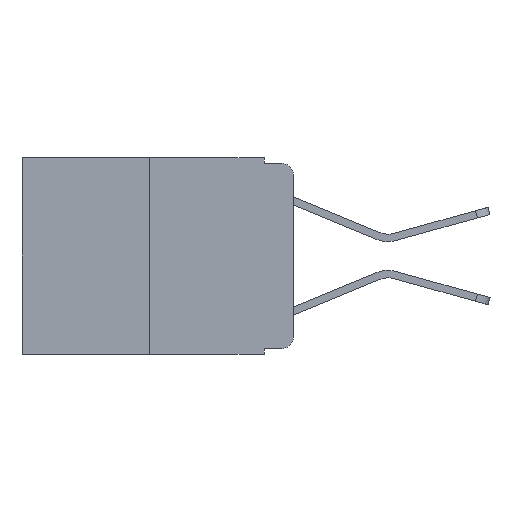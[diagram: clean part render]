
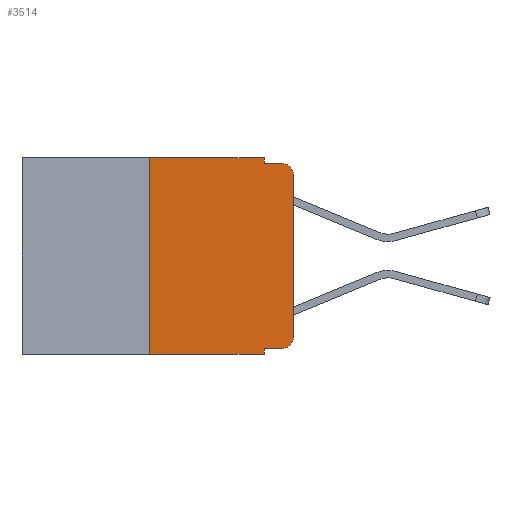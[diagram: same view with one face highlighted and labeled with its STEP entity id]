
A CAD part, left-side view. The second image highlights one B-rep face of the part: STEP entity #3514.
In plain terms, the highlighted planar face has unit normal (-1, 0, 0).
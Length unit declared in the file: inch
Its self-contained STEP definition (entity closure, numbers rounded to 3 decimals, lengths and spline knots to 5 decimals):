
#94 = CARTESIAN_POINT ( 'NONE',  ( 0., 0.051, 0. ) ) ;
#709 = CARTESIAN_POINT ( 'NONE',  ( 0., 0.051, -0.01 ) ) ;
#783 = EDGE_CURVE ( 'NONE', #13125, #8441, #3833, .T. ) ;
#915 = DIRECTION ( 'NONE',  ( 0., -1., 0. ) ) ;
#1108 = AXIS2_PLACEMENT_3D ( 'NONE', #4859, #6053, #4749 ) ;
#1135 = CARTESIAN_POINT ( 'NONE',  ( 0., 0.473, -0.343 ) ) ;
#1494 = DIRECTION ( 'NONE',  ( 0., 0., -1. ) ) ;
#1497 = EDGE_CURVE ( 'NONE', #11498, #13797, #10302, .T. ) ;
#1892 = CARTESIAN_POINT ( 'NONE',  ( 0., 0.051, -0.01 ) ) ;
#2558 = ORIENTED_EDGE ( 'NONE', *, *, #3057, .T. ) ;
#2661 = CARTESIAN_POINT ( 'NONE',  ( 0., 0.02, -0.01 ) ) ;
#3057 = EDGE_CURVE ( 'NONE', #16349, #11498, #12290, .T. ) ;
#3158 = CARTESIAN_POINT ( 'NONE',  ( 0., 0.25, 0. ) ) ;
#3475 = EDGE_CURVE ( 'NONE', #8196, #15861, #7864, .T. ) ;
#3514 = ADVANCED_FACE ( 'NONE', ( #4103 ), #8532, .F. ) ;
#3643 = LINE ( 'NONE', #12375, #7195 ) ;
#3833 = LINE ( 'NONE', #14997, #11568 ) ;
#3858 = VECTOR ( 'NONE', #4871, 39.37008 ) ;
#4103 = FACE_OUTER_BOUND ( 'NONE', #13622, .T. ) ;
#4118 = LINE ( 'NONE', #1892, #10231 ) ;
#4443 = EDGE_CURVE ( 'NONE', #13797, #5762, #8841, .T. ) ;
#4749 = DIRECTION ( 'NONE',  ( 0., 0., -1. ) ) ;
#4859 = CARTESIAN_POINT ( 'NONE',  ( 0., 0.473, 0. ) ) ;
#4871 = DIRECTION ( 'NONE',  ( 0., -1., 0. ) ) ;
#4931 = CARTESIAN_POINT ( 'NONE',  ( 0., 0.051, -0.333 ) ) ;
#5129 = CARTESIAN_POINT ( 'NONE',  ( 0., 0.051, -0.343 ) ) ;
#5409 = CARTESIAN_POINT ( 'NONE',  ( 0., 0.25, 0. ) ) ;
#5450 = ORIENTED_EDGE ( 'NONE', *, *, #12231, .T. ) ;
#5762 = VERTEX_POINT ( 'NONE', #2661 ) ;
#5778 = AXIS2_PLACEMENT_3D ( 'NONE', #16220, #6024, #6234 ) ;
#6024 = DIRECTION ( 'NONE',  ( -1., 0., 0. ) ) ;
#6053 = DIRECTION ( 'NONE',  ( 1., 0., 0. ) ) ;
#6234 = DIRECTION ( 'NONE',  ( 0., 0., -1. ) ) ;
#6240 = CARTESIAN_POINT ( 'NONE',  ( 0., 0.051, -0.333 ) ) ;
#6943 = CARTESIAN_POINT ( 'NONE',  ( 0., 0.051, 0. ) ) ;
#6963 = ORIENTED_EDGE ( 'NONE', *, *, #3475, .F. ) ;
#7195 = VECTOR ( 'NONE', #915, 39.37008 ) ;
#7336 = ORIENTED_EDGE ( 'NONE', *, *, #783, .F. ) ;
#7557 = CARTESIAN_POINT ( 'NONE',  ( 0., 0.25, -0.343 ) ) ;
#7656 = VECTOR ( 'NONE', #12162, 39.37008 ) ;
#7702 = DIRECTION ( 'NONE',  ( 0., 0., -1. ) ) ;
#7763 = DIRECTION ( 'NONE',  ( -1., 0., 0. ) ) ;
#7799 = LINE ( 'NONE', #1135, #3858 ) ;
#7864 = LINE ( 'NONE', #3158, #7656 ) ;
#8067 = ORIENTED_EDGE ( 'NONE', *, *, #8088, .F. ) ;
#8088 = EDGE_CURVE ( 'NONE', #15861, #13125, #3643, .T. ) ;
#8196 = VERTEX_POINT ( 'NONE', #7557 ) ;
#8441 = VERTEX_POINT ( 'NONE', #709 ) ;
#8532 = PLANE ( 'NONE',  #1108 ) ;
#8841 = CIRCLE ( 'NONE', #5778, 0.02 ) ;
#8845 = CARTESIAN_POINT ( 'NONE',  ( 0., 0.02, -0.333 ) ) ;
#8850 = VECTOR ( 'NONE', #9988, 39.37008 ) ;
#9083 = ORIENTED_EDGE ( 'NONE', *, *, #1497, .T. ) ;
#9092 = CARTESIAN_POINT ( 'NONE',  ( 0., 0.02, -0.313 ) ) ;
#9988 = DIRECTION ( 'NONE',  ( 0., -1., 0. ) ) ;
#10231 = VECTOR ( 'NONE', #15745, 39.37008 ) ;
#10270 = CARTESIAN_POINT ( 'NONE',  ( 0., 0., 0. ) ) ;
#10273 = LINE ( 'NONE', #94, #13686 ) ;
#10302 = LINE ( 'NONE', #10270, #14928 ) ;
#10779 = CARTESIAN_POINT ( 'NONE',  ( 0., 0., -0.03 ) ) ;
#10817 = EDGE_CURVE ( 'NONE', #11215, #15819, #10273, .T. ) ;
#11147 = DIRECTION ( 'NONE',  ( 0., 0., -1. ) ) ;
#11215 = VERTEX_POINT ( 'NONE', #6240 ) ;
#11498 = VERTEX_POINT ( 'NONE', #14155 ) ;
#11568 = VECTOR ( 'NONE', #11147, 39.37008 ) ;
#11819 = AXIS2_PLACEMENT_3D ( 'NONE', #9092, #7763, #7702 ) ;
#11830 = ORIENTED_EDGE ( 'NONE', *, *, #4443, .T. ) ;
#12162 = DIRECTION ( 'NONE',  ( 0., 0., 1. ) ) ;
#12231 = EDGE_CURVE ( 'NONE', #11215, #16349, #12262, .T. ) ;
#12262 = LINE ( 'NONE', #4931, #8850 ) ;
#12290 = CIRCLE ( 'NONE', #11819, 0.02 ) ;
#12375 = CARTESIAN_POINT ( 'NONE',  ( 0., 0.473, 0. ) ) ;
#12890 = DIRECTION ( 'NONE',  ( 0., 0., 1. ) ) ;
#12997 = ORIENTED_EDGE ( 'NONE', *, *, #13179, .F. ) ;
#13109 = ORIENTED_EDGE ( 'NONE', *, *, #15572, .T. ) ;
#13125 = VERTEX_POINT ( 'NONE', #6943 ) ;
#13179 = EDGE_CURVE ( 'NONE', #8441, #5762, #4118, .T. ) ;
#13622 = EDGE_LOOP ( 'NONE', ( #9083, #11830, #12997, #7336, #8067, #6963, #13109, #14899, #5450, #2558 ) ) ;
#13686 = VECTOR ( 'NONE', #1494, 39.37008 ) ;
#13797 = VERTEX_POINT ( 'NONE', #10779 ) ;
#14155 = CARTESIAN_POINT ( 'NONE',  ( 0., 0., -0.313 ) ) ;
#14899 = ORIENTED_EDGE ( 'NONE', *, *, #10817, .F. ) ;
#14928 = VECTOR ( 'NONE', #12890, 39.37008 ) ;
#14997 = CARTESIAN_POINT ( 'NONE',  ( 0., 0.051, 0. ) ) ;
#15572 = EDGE_CURVE ( 'NONE', #8196, #15819, #7799, .T. ) ;
#15745 = DIRECTION ( 'NONE',  ( 0., -1., 0. ) ) ;
#15819 = VERTEX_POINT ( 'NONE', #5129 ) ;
#15861 = VERTEX_POINT ( 'NONE', #5409 ) ;
#16220 = CARTESIAN_POINT ( 'NONE',  ( 0., 0.02, -0.03 ) ) ;
#16349 = VERTEX_POINT ( 'NONE', #8845 ) ;
